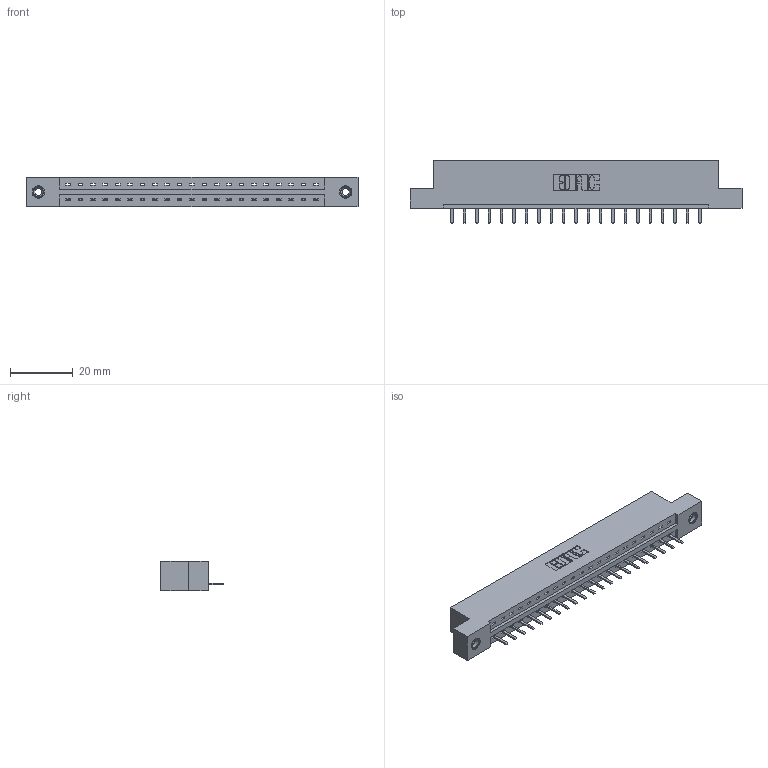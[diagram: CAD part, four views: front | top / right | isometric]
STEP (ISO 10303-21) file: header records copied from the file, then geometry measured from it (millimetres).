
FILE_DESCRIPTION (( 'STEP AP203' ), '1' );
FILE_NAME ('337-021-520-108.STEP', '2019-09-28T23:56:03', ( '' ), ( '' ), 'SwSTEP 2.0', 'SolidWorks 2016', '' );
FILE_SCHEMA (( 'CONFIG_CONTROL_DESIGN' ));
Length unit declared in the file: inch
Products named in the file (4): 345-292-001_345-293-120; 345-250-001_345-250-003-102; 337-021-520-108; 337 Part_Flush Mounting Lugs - 0.156 Dia-TI
Assembly tree (24 placements, depth 2):
  337-021-520-108
    337 Part_Flush Mounting Lugs - 0.156 Dia-TI
    345-292-001_345-293-120  x21
    345-250-001_345-250-003-102  x2
Bounding box: 106.22 x 20.02 x 9.4 mm (x, y, z)
Volume: 10710.4 mm3; surface area: 10763.3 mm2
Topology: 24 solids, 24 shells, 1560 faces, 4563 edges, 2978 vertices
Faces by surface type: plane 1110, cylinder 434, cone 12, torus 4
Entity records: 19626 total; most frequent: CARTESIAN_POINT 3408, ORIENTED_EDGE 3346, DIRECTION 2933, EDGE_CURVE 1673, LINE 1521, VECTOR 1521, VERTEX_POINT 1108, AXIS2_PLACEMENT_3D 706
